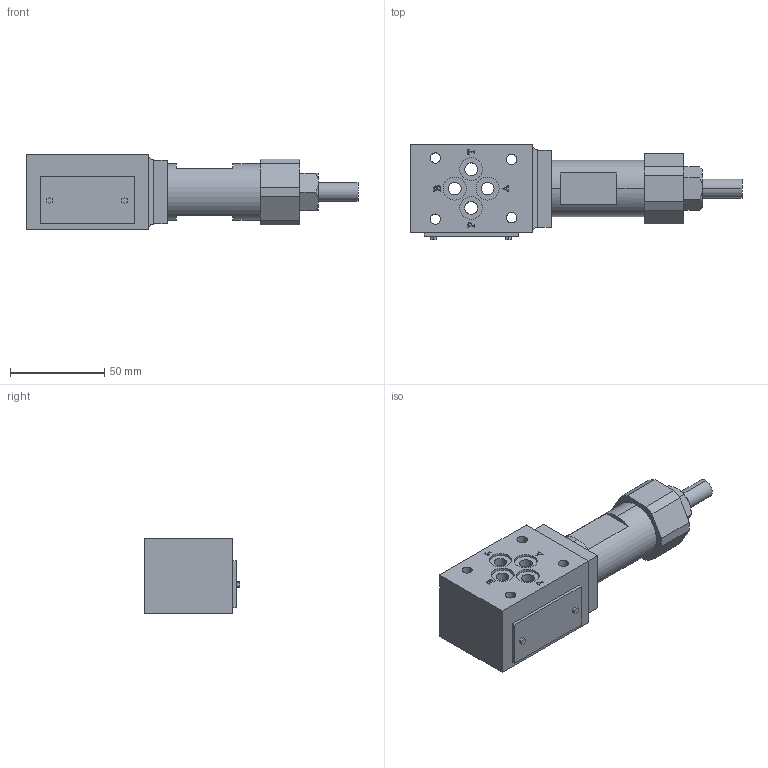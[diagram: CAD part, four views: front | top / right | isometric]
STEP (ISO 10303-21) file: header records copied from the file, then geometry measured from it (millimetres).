
FILE_DESCRIPTION (( 'STEP AP203' ), '1' );
FILE_NAME ('MBR-01-H-30.STEP', '2022-03-27T03:04:18', ( '' ), ( '' ), 'SwSTEP 2.0', 'SolidWorks 2019', '' );
FILE_SCHEMA (( 'CONFIG_CONTROL_DESIGN' ));
Length unit declared in the file: millimetre
Products named in the file (2): MBR-01-H-30
Bounding box: 176.5 x 50.6 x 40 mm (x, y, z)
Volume: 188823.6 mm3; surface area: 31677.6 mm2
Topology: 1 solids, 1 shells, 153 faces, 388 edges, 256 vertices
Faces by surface type: plane 98, cylinder 32, bspline 17, cone 6
Entity records: 5726 total; most frequent: CARTESIAN_POINT 1927, ORIENTED_EDGE 776, DIRECTION 683, EDGE_CURVE 388, LINE 267, VECTOR 267, VERTEX_POINT 256, AXIS2_PLACEMENT_3D 208
